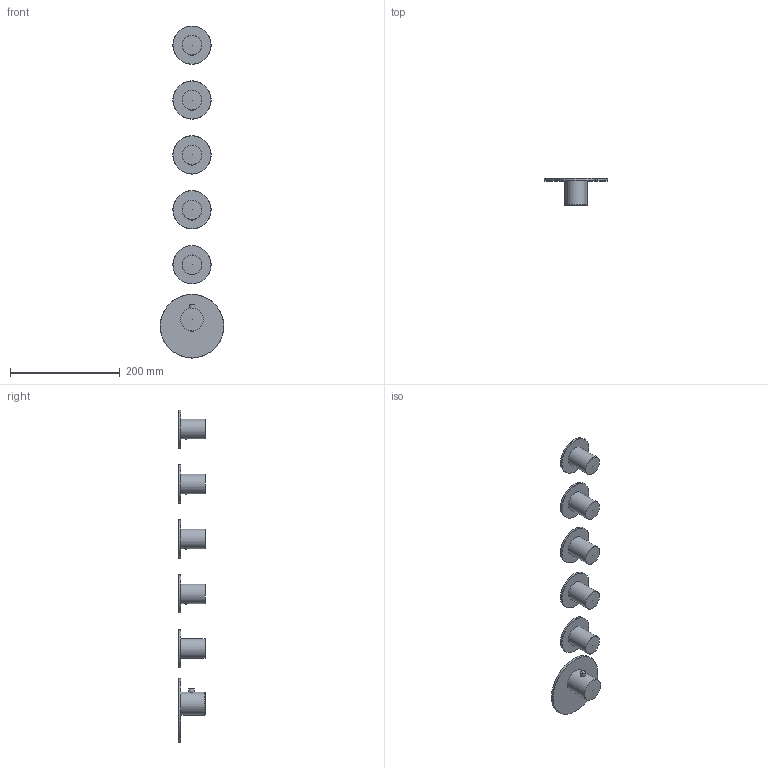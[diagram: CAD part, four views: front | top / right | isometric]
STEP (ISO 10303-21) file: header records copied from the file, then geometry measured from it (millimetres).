
FILE_DESCRIPTION(/* description */ ('Unknown'),/* implementation_level */ '2;1');
FILE_NAME(/* name */ 'MHR5',/* time_stamp */ '2016-05-13T08:06:18+02:00',/* author */ ('Unknown'),/* organization */ ('Unknown'),/* preprocessor_version */ 'ST-DEVELOPER v16.7',/* originating_system */ 'DEX',/* authorisation */ $);
FILE_SCHEMA (('AUTOMOTIVE_DESIGN {1 0 10303 214 3 1 1}'));
Length unit declared in the file: millimetre
Products named in the file (3): e180035_02100sc; E180033_02100SC; MHR rub sing
Assembly tree (3 placements, depth 2):
  e180035_02100sc
    E180033_02100SC
    MHR rub sing  x2
Bounding box: 116 x 49 x 604.85 mm (x, y, z)
Volume: 388806 mm3; surface area: 101974.8 mm2
Topology: 6 solids, 6 shells, 167 faces, 495 edges, 371 vertices
Faces by surface type: cylinder 44, plane 43, bspline 36, torus 25, sphere 13, cone 6
Full cylindrical faces by diameter (mm): 4.2 x4, 9.95 x1, 17 x5, 22 x6, 35.7 x5, 41.7 x1, 54 x5, 66 x5, 69.7 x5, 100 x1, 112 x1, 116 x1
Entity records: 12905 total; most frequent: CARTESIAN_POINT 9771, ORIENTED_EDGE 666, DIRECTION 430, EDGE_CURVE 333, VERTEX_POINT 283, EDGE_LOOP 236, FACE_BOUND 236, B_SPLINE_CURVE_WITH_KNOTS 234
